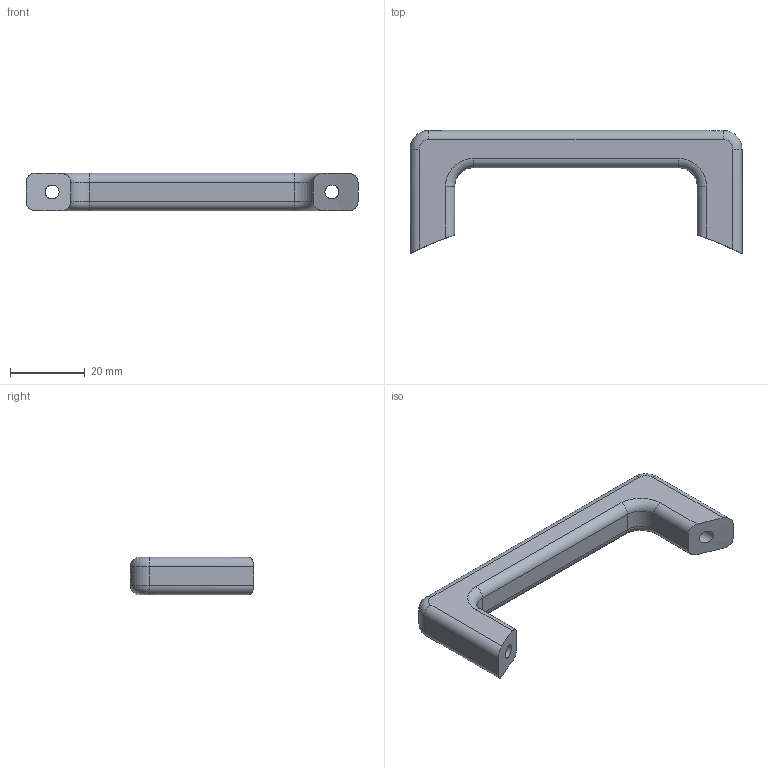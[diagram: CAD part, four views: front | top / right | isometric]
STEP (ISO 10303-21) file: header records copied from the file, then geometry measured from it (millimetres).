
FILE_DESCRIPTION( ( '' ), ' ' );
FILE_NAME( '584d751298f16b1033a45f23.step', '2016-12-11T15:47:30', ( '' ), ( '' ), ' ', ' ', ' ' );
FILE_SCHEMA( ( 'AUTOMOTIVE_DESIGN { 1 0 10303 214 1 1 1 1 }' ) );
Length unit declared in the file: metre
Products named in the file (1): Surgical Light Handle
Bounding box: 89 x 33 x 10 mm (x, y, z)
Volume: 11828.5 mm3; surface area: 5825.9 mm2
Topology: 1 solids, 1 shells, 40 faces, 104 edges, 64 vertices
Faces by surface type: cylinder 22, torus 8, plane 8, cone 2
Full cylindrical faces by diameter (mm): 3.75 x2, 6.5 x2
Entity records: 1810 total; most frequent: CARTESIAN_POINT 531, DIRECTION 200, ORIENTED_EDGE 192, EDGE_CURVE 96, AXIS2_PLACEMENT_3D 83, VERTEX_POINT 62, EDGE_LOOP 48, FACE_OUTER_BOUND 44
